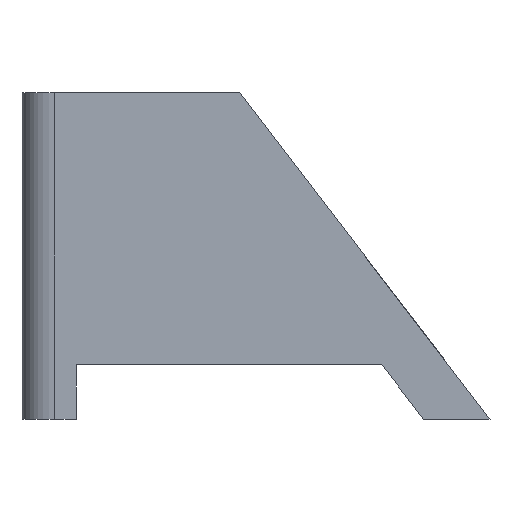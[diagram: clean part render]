
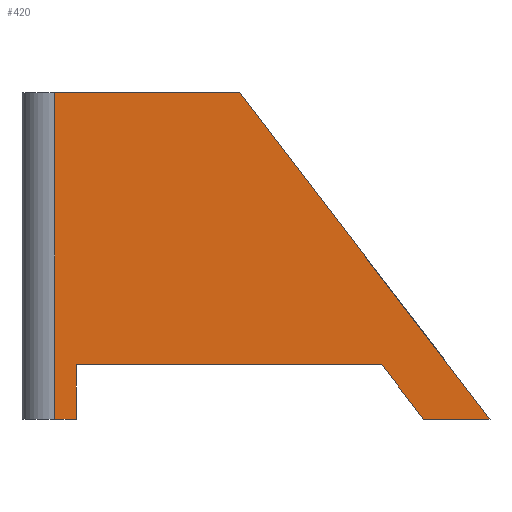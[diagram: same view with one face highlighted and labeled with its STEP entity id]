
A CAD part, front view. The second image highlights one B-rep face of the part: STEP entity #420.
In plain terms, the highlighted planar face has unit normal (0, -1, 0).
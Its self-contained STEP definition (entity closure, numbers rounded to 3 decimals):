
#18=PLANE('',#459);
#39=FACE_OUTER_BOUND('',#60,.T.);
#60=EDGE_LOOP('',(#316,#317,#318,#319,#320,#321,#322,#323));
#88=LINE('',#614,#144);
#91=LINE('',#621,#147);
#92=LINE('',#624,#148);
#93=LINE('',#626,#149);
#94=LINE('',#628,#150);
#95=LINE('',#630,#151);
#96=LINE('',#632,#152);
#97=LINE('',#633,#153);
#144=VECTOR('',#500,10.);
#147=VECTOR('',#507,10.);
#148=VECTOR('',#510,10.);
#149=VECTOR('',#511,10.);
#150=VECTOR('',#512,10.);
#151=VECTOR('',#513,10.);
#152=VECTOR('',#514,10.);
#153=VECTOR('',#515,10.);
#205=VERTEX_POINT('',#611);
#206=VERTEX_POINT('',#613);
#208=VERTEX_POINT('',#619);
#209=VERTEX_POINT('',#623);
#210=VERTEX_POINT('',#625);
#211=VERTEX_POINT('',#627);
#212=VERTEX_POINT('',#629);
#213=VERTEX_POINT('',#631);
#247=EDGE_CURVE('',#205,#206,#88,.T.);
#251=EDGE_CURVE('',#208,#205,#91,.T.);
#252=EDGE_CURVE('',#208,#209,#92,.T.);
#253=EDGE_CURVE('',#209,#210,#93,.T.);
#254=EDGE_CURVE('',#210,#211,#94,.T.);
#255=EDGE_CURVE('',#211,#212,#95,.T.);
#256=EDGE_CURVE('',#212,#213,#96,.T.);
#257=EDGE_CURVE('',#206,#213,#97,.T.);
#316=ORIENTED_EDGE('',*,*,#251,.F.);
#317=ORIENTED_EDGE('',*,*,#252,.T.);
#318=ORIENTED_EDGE('',*,*,#253,.T.);
#319=ORIENTED_EDGE('',*,*,#254,.T.);
#320=ORIENTED_EDGE('',*,*,#255,.T.);
#321=ORIENTED_EDGE('',*,*,#256,.T.);
#322=ORIENTED_EDGE('',*,*,#257,.F.);
#323=ORIENTED_EDGE('',*,*,#247,.F.);
#420=ADVANCED_FACE('',(#39),#18,.F.);
#459=AXIS2_PLACEMENT_3D('',#622,#508,#509);
#500=DIRECTION('',(1.,0.,0.));
#507=DIRECTION('',(0.,0.,1.));
#508=DIRECTION('center_axis',(0.,1.,0.));
#509=DIRECTION('ref_axis',(1.,0.,0.));
#510=DIRECTION('',(1.,0.,0.));
#511=DIRECTION('',(0.,0.,1.));
#512=DIRECTION('',(1.,0.,0.));
#513=DIRECTION('',(0.608,0.,-0.794));
#514=DIRECTION('',(1.,0.,0.));
#515=DIRECTION('',(0.608,0.,-0.794));
#611=CARTESIAN_POINT('',(3.,0.,30.));
#613=CARTESIAN_POINT('',(20.,0.,30.));
#614=CARTESIAN_POINT('',(0.,0.,30.));
#619=CARTESIAN_POINT('',(3.,0.,0.));
#621=CARTESIAN_POINT('',(3.,0.,7.5));
#622=CARTESIAN_POINT('Origin',(21.5,0.,15.));
#623=CARTESIAN_POINT('',(5.,0.,0.));
#624=CARTESIAN_POINT('',(0.,0.,0.));
#625=CARTESIAN_POINT('',(5.,0.,5.));
#626=CARTESIAN_POINT('',(5.,0.,7.5));
#627=CARTESIAN_POINT('',(33.067,0.,5.));
#628=CARTESIAN_POINT('',(13.25,0.,5.));
#629=CARTESIAN_POINT('',(36.9,0.,0.));
#630=CARTESIAN_POINT('',(28.511,0.,10.942));
#631=CARTESIAN_POINT('',(43.,0.,0.));
#632=CARTESIAN_POINT('',(0.,0.,0.));
#633=CARTESIAN_POINT('',(20.,0.,30.));
